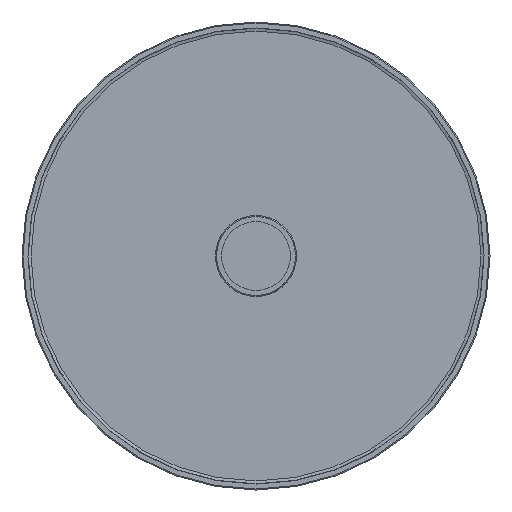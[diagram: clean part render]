
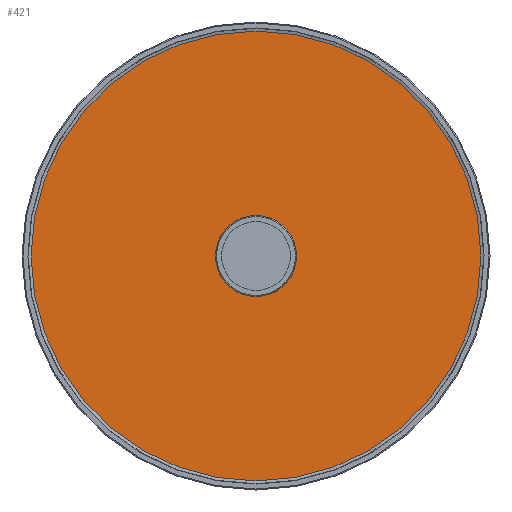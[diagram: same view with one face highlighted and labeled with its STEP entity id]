
A CAD part, left-side view. The second image highlights one B-rep face of the part: STEP entity #421.
In plain terms, the highlighted planar face has unit normal (-1, 0, 0).
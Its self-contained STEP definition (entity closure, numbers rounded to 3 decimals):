
#18=FACE_BOUND('',#118,.T.);
#24=PLANE('',#510);
#89=FACE_OUTER_BOUND('',#117,.T.);
#117=EDGE_LOOP('',(#371,#372));
#118=EDGE_LOOP('',(#373,#374));
#157=CIRCLE('',#487,55.5);
#158=CIRCLE('',#488,55.5);
#171=CIRCLE('',#505,10.);
#172=CIRCLE('',#506,10.);
#201=VERTEX_POINT('',#750);
#202=VERTEX_POINT('',#752);
#215=VERTEX_POINT('',#786);
#216=VERTEX_POINT('',#788);
#254=EDGE_CURVE('',#202,#201,#157,.T.);
#255=EDGE_CURVE('',#201,#202,#158,.T.);
#272=EDGE_CURVE('',#216,#215,#171,.T.);
#273=EDGE_CURVE('',#215,#216,#172,.T.);
#371=ORIENTED_EDGE('',*,*,#254,.T.);
#372=ORIENTED_EDGE('',*,*,#255,.T.);
#373=ORIENTED_EDGE('',*,*,#272,.T.);
#374=ORIENTED_EDGE('',*,*,#273,.T.);
#421=ADVANCED_FACE('',(#89,#18),#24,.F.);
#487=AXIS2_PLACEMENT_3D('',#753,#604,#605);
#488=AXIS2_PLACEMENT_3D('',#754,#606,#607);
#505=AXIS2_PLACEMENT_3D('',#789,#644,#645);
#506=AXIS2_PLACEMENT_3D('',#790,#646,#647);
#510=AXIS2_PLACEMENT_3D('',#794,#654,#655);
#604=DIRECTION('center_axis',(-1.,0.,0.));
#605=DIRECTION('ref_axis',(0.,0.,-1.));
#606=DIRECTION('center_axis',(-1.,0.,0.));
#607=DIRECTION('ref_axis',(0.,0.,-1.));
#644=DIRECTION('center_axis',(1.,0.,0.));
#645=DIRECTION('ref_axis',(0.,0.,-1.));
#646=DIRECTION('center_axis',(1.,0.,0.));
#647=DIRECTION('ref_axis',(0.,0.,-1.));
#654=DIRECTION('center_axis',(1.,0.,0.));
#655=DIRECTION('ref_axis',(0.,0.,-1.));
#750=CARTESIAN_POINT('',(3.7,0.,55.5));
#752=CARTESIAN_POINT('',(3.7,0.,-55.5));
#753=CARTESIAN_POINT('Origin',(3.7,0.,0.));
#754=CARTESIAN_POINT('Origin',(3.7,0.,0.));
#786=CARTESIAN_POINT('',(3.7,0.,-10.));
#788=CARTESIAN_POINT('',(3.7,0.,10.));
#789=CARTESIAN_POINT('Origin',(3.7,0.,0.));
#790=CARTESIAN_POINT('Origin',(3.7,0.,0.));
#794=CARTESIAN_POINT('Origin',(3.7,42.5,0.));
